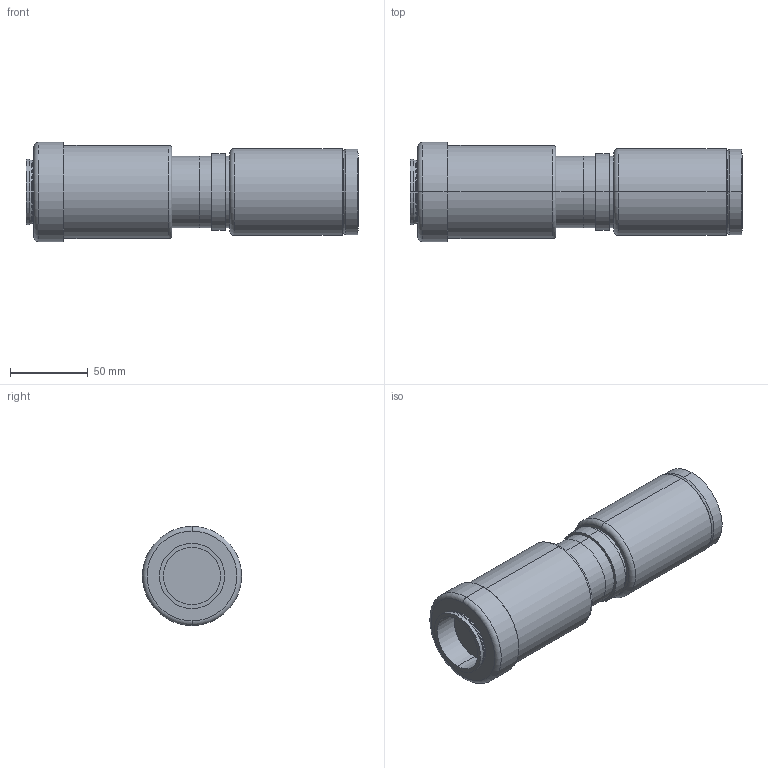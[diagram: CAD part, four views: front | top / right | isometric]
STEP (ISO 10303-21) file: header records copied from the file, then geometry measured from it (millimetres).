
FILE_DESCRIPTION (( 'STEP AP203' ), '1' );
FILE_NAME ('S5LPJ0492_M42_02.STEP', '2016-02-09T07:36:54', ( 'poweredge' ), ( 'Hewlett-Packard Company' ), 'SwSTEP 2.0', 'SolidWorks 2015', '' );
FILE_SCHEMA (( 'CONFIG_CONTROL_DESIGN' ));
Length unit declared in the file: millimetre
Products named in the file (1): S5LPJ0492_M42_02
Bounding box: 214.13 x 64 x 64 mm (x, y, z)
Volume: 505318.6 mm3; surface area: 50926.3 mm2
Topology: 1 solids, 2 shells, 81 faces, 162 edges, 99 vertices
Faces by surface type: cylinder 36, plane 21, torus 14, cone 8, sphere 2
Entity records: 2205 total; most frequent: DIRECTION 436, CARTESIAN_POINT 343, ORIENTED_EDGE 324, AXIS2_PLACEMENT_3D 192, EDGE_CURVE 162, CIRCLE 110, VERTEX_POINT 99, EDGE_LOOP 95
